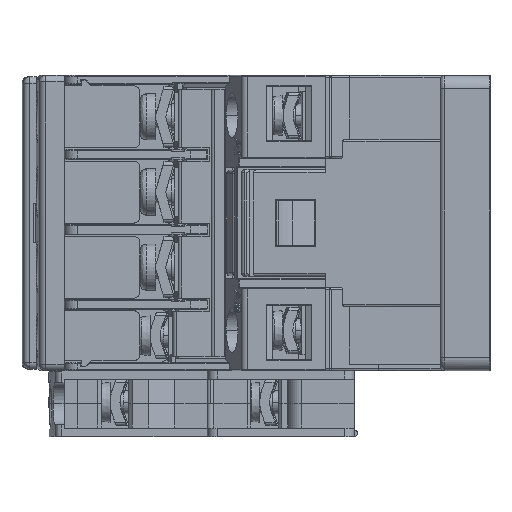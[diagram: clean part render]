
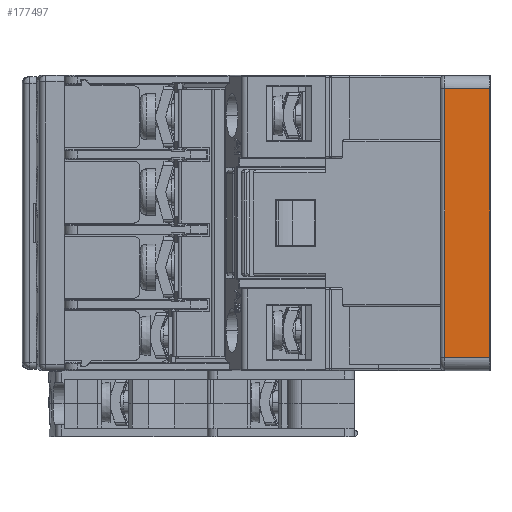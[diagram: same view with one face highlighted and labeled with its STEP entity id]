
A CAD part, left-side view. The second image highlights one B-rep face of the part: STEP entity #177497.
In plain terms, the highlighted planar face has unit normal (-1, 0, 0).
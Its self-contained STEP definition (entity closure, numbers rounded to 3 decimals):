
#4098 = EDGE_CURVE ( 'NONE', #103038, #105967, #152804, .T. ) ;
#14949 = FACE_OUTER_BOUND ( 'NONE', #173978, .T. ) ;
#14951 = PLANE ( 'NONE',  #60495 ) ;
#14953 = CARTESIAN_POINT ( 'NONE',  ( -30.568, -5.545, -18.917 ) ) ;
#15043 = DIRECTION ( 'NONE',  ( 0., 0., 1. ) ) ;
#15114 = DIRECTION ( 'NONE',  ( -1., 0., 0. ) ) ;
#25160 = CARTESIAN_POINT ( 'NONE',  ( -30.568, -5.2, 28.163 ) ) ;
#25205 = DIRECTION ( 'NONE',  ( 0., 0., -1. ) ) ;
#25246 = LINE ( 'NONE', #25160, #185833 ) ;
#38015 = LINE ( 'NONE', #38133, #100075 ) ;
#38110 = DIRECTION ( 'NONE',  ( 0., 1., 0. ) ) ;
#38133 = CARTESIAN_POINT ( 'NONE',  ( -30.568, -5.545, -16.877 ) ) ;
#48756 = VECTOR ( 'NONE', #140363, 1000. ) ;
#53888 = EDGE_CURVE ( 'NONE', #105858, #105967, #140361, .T. ) ;
#60495 = AXIS2_PLACEMENT_3D ( 'NONE', #14953, #15114, #15043 ) ;
#60539 = ORIENTED_EDGE ( 'NONE', *, *, #176206, .F. ) ;
#60588 = ORIENTED_EDGE ( 'NONE', *, *, #113766, .F. ) ;
#60606 = ORIENTED_EDGE ( 'NONE', *, *, #4098, .T. ) ;
#60647 = ORIENTED_EDGE ( 'NONE', *, *, #53888, .F. ) ;
#68453 = VECTOR ( 'NONE', #152810, 1000. ) ;
#84338 = CARTESIAN_POINT ( 'NONE',  ( -30.568, 1.7, -16.877 ) ) ;
#84705 = CARTESIAN_POINT ( 'NONE',  ( -30.568, 1.7, 23.923 ) ) ;
#86074 = CARTESIAN_POINT ( 'NONE',  ( -30.568, -5.2, -16.877 ) ) ;
#86224 = CARTESIAN_POINT ( 'NONE',  ( -30.568, -5.2, 23.923 ) ) ;
#100075 = VECTOR ( 'NONE', #38110, 1000. ) ;
#102968 = VERTEX_POINT ( 'NONE', #86074 ) ;
#103038 = VERTEX_POINT ( 'NONE', #86224 ) ;
#105858 = VERTEX_POINT ( 'NONE', #84338 ) ;
#105967 = VERTEX_POINT ( 'NONE', #84705 ) ;
#113766 = EDGE_CURVE ( 'NONE', #102968, #105858, #38015, .T. ) ;
#140268 = CARTESIAN_POINT ( 'NONE',  ( -30.568, 1.7, -18.917 ) ) ;
#140361 = LINE ( 'NONE', #140268, #48756 ) ;
#140363 = DIRECTION ( 'NONE',  ( 0., 0., 1. ) ) ;
#152804 = LINE ( 'NONE', #152827, #68453 ) ;
#152810 = DIRECTION ( 'NONE',  ( 0., 1., 0. ) ) ;
#152827 = CARTESIAN_POINT ( 'NONE',  ( -30.568, 2.513, 23.923 ) ) ;
#173978 = EDGE_LOOP ( 'NONE', ( #60647, #60588, #60539, #60606 ) ) ;
#176206 = EDGE_CURVE ( 'NONE', #103038, #102968, #25246, .T. ) ;
#177497 = ADVANCED_FACE ( 'NONE', ( #14949 ), #14951, .T. ) ;
#185833 = VECTOR ( 'NONE', #25205, 1000. ) ;
